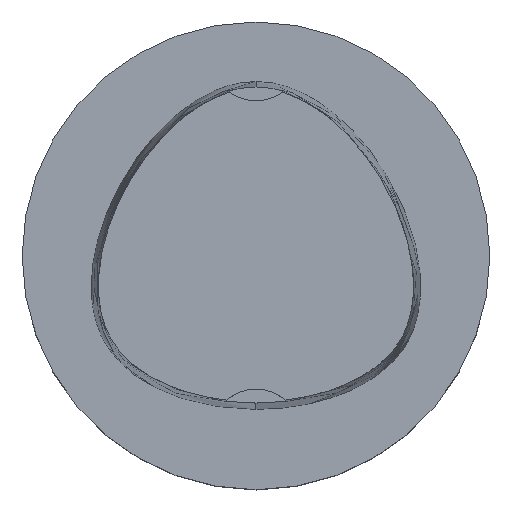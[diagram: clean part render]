
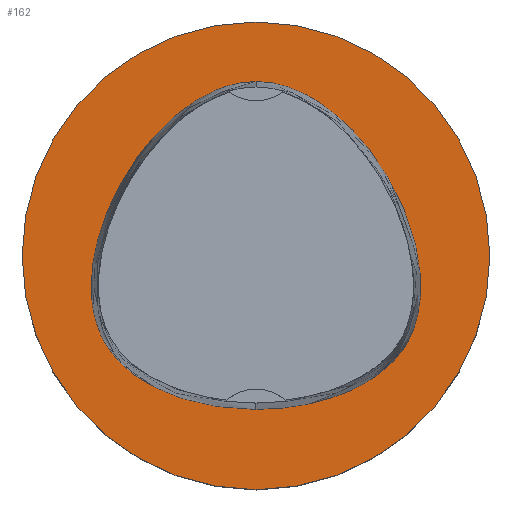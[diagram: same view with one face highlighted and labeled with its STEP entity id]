
A CAD part, top view. The second image highlights one B-rep face of the part: STEP entity #162.
In plain terms, the highlighted planar face has unit normal (0, 0, 1).
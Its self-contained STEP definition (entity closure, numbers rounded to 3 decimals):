
#123=EDGE_CURVE('240[2]',#277,#277,#278,.T.);
#127=EDGE_CURVE('240[2]',#283,#257,#284,.T.);
#159=EDGE_CURVE('240[2]',#257,#283,#327,.T.);
#162=ADVANCED_FACE('240[2]',(#330,#331),#332,.T.);
#257=VERTEX_POINT('',#470);
#277=VERTEX_POINT('',#788);
#278=CIRCLE('',#789,31.493);
#283=VERTEX_POINT('',#796);
#284=B_SPLINE_CURVE_WITH_KNOTS('',3,(#797,#798,#799,#800,#801,#802,#803,#804,#805,#806,#807,#808,#809,#810,#811,#812,#813,#814,#815,#816),.UNSPECIFIED.,.F.,.F.,(4,2,2,2,2,2,2,2,2,4),(0.0,12.537,20.301,27.626,37.858,52.643,74.802,96.071,106.299,115.973),.UNSPECIFIED.);
#327=B_SPLINE_CURVE_WITH_KNOTS('',3,(#1142,#1143,#1144,#1145,#1146,#1147,#1148,#1149,#1150,#1151,#1152,#1153,#1154,#1155,#1156,#1157,#1158,#1159,#1160,#1161),.UNSPECIFIED.,.F.,.F.,(4,2,2,2,2,2,2,2,2,4),(0.0,4.776,11.273,21.392,34.435,42.606,50.255,61.049,76.294,98.645),.UNSPECIFIED.);
#330=FACE_BOUND('',#1165,.T.);
#331=FACE_OUTER_BOUND('',#1166,.T.);
#332=PLANE('',#1167);
#470=CARTESIAN_POINT('',(0.,23.475,0.));
#788=CARTESIAN_POINT('',(0.,31.493,0.));
#789=AXIS2_PLACEMENT_3D('',#1334,#1335,#1336);
#796=CARTESIAN_POINT('',(0.,-20.675,0.));
#797=CARTESIAN_POINT('',(0.07,-20.675,0.));
#798=CARTESIAN_POINT('',(-4.109,-20.683,0.));
#799=CARTESIAN_POINT('',(-8.287,-19.956,0.));
#800=CARTESIAN_POINT('',(-14.082,-17.605,0.));
#801=CARTESIAN_POINT('',(-16.208,-16.371,0.));
#802=CARTESIAN_POINT('',(-19.575,-13.185,0.));
#803=CARTESIAN_POINT('',(-20.433,-11.678,0.));
#804=CARTESIAN_POINT('',(-21.622,-8.993,0.));
#805=CARTESIAN_POINT('',(-21.993,-7.308,0.));
#806=CARTESIAN_POINT('',(-22.314,-3.133,0.));
#807=CARTESIAN_POINT('',(-22.006,-0.592,0.));
#808=CARTESIAN_POINT('',(-20.497,5.424,0.));
#809=CARTESIAN_POINT('',(-18.839,9.102,0.));
#810=CARTESIAN_POINT('',(-14.476,15.583,0.));
#811=CARTESIAN_POINT('',(-11.858,18.355,0.));
#812=CARTESIAN_POINT('',(-7.62,21.285,0.));
#813=CARTESIAN_POINT('',(-6.128,22.093,0.));
#814=CARTESIAN_POINT('',(-3.063,23.182,0.));
#815=CARTESIAN_POINT('',(-1.51,23.484,0.));
#816=CARTESIAN_POINT('',(0.07,23.475,0.));
#1142=CARTESIAN_POINT('',(-0.07,23.475,0.));
#1143=CARTESIAN_POINT('',(1.522,23.484,0.));
#1144=CARTESIAN_POINT('',(3.087,23.177,0.));
#1145=CARTESIAN_POINT('',(6.626,21.911,0.));
#1146=CARTESIAN_POINT('',(8.53,20.764,0.));
#1147=CARTESIAN_POINT('',(12.886,17.32,0.));
#1148=CARTESIAN_POINT('',(15.194,14.633,0.));
#1149=CARTESIAN_POINT('',(19.397,8.088,0.));
#1150=CARTESIAN_POINT('',(21.073,3.976,0.));
#1151=CARTESIAN_POINT('',(22.24,-2.462,0.));
#1152=CARTESIAN_POINT('',(22.346,-5.06,0.));
#1153=CARTESIAN_POINT('',(21.42,-9.835,0.));
#1154=CARTESIAN_POINT('',(20.581,-11.401,0.));
#1155=CARTESIAN_POINT('',(19.016,-13.762,0.));
#1156=CARTESIAN_POINT('',(17.838,-14.94,0.));
#1157=CARTESIAN_POINT('',(14.633,-17.335,0.));
#1158=CARTESIAN_POINT('',(12.452,-18.371,0.));
#1159=CARTESIAN_POINT('',(6.952,-20.185,0.));
#1160=CARTESIAN_POINT('',(3.387,-20.682,0.));
#1161=CARTESIAN_POINT('',(-0.07,-20.675,0.));
#1165=EDGE_LOOP('',(#1384,#1385));
#1166=EDGE_LOOP('',(#1386));
#1167=AXIS2_PLACEMENT_3D('',#1387,#1388,#1389);
#1334=CARTESIAN_POINT('',(0.0,0.0,0.0));
#1335=DIRECTION('',(0.,0.,-1.0));
#1336=DIRECTION('',(0.,1.0,0.));
#1384=ORIENTED_EDGE('',*,*,#127,.T.);
#1385=ORIENTED_EDGE('',*,*,#159,.T.);
#1386=ORIENTED_EDGE('',*,*,#123,.F.);
#1387=CARTESIAN_POINT('',(0.,15.746,0.));
#1388=DIRECTION('',(0.,0.,1.0));
#1389=DIRECTION('',(1.0,0.,0.0));
